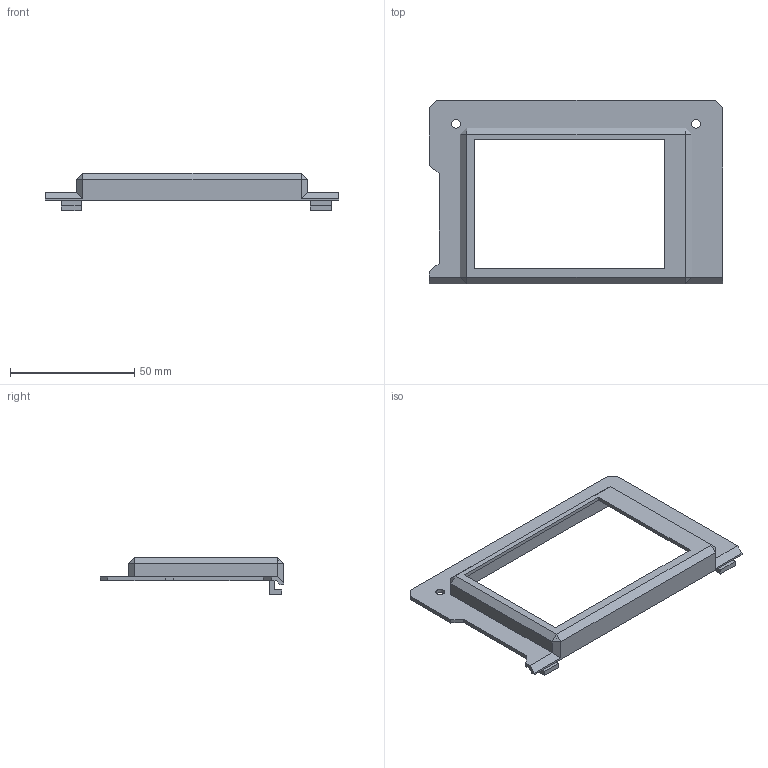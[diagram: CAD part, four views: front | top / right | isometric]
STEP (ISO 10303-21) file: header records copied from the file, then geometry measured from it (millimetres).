
FILE_DESCRIPTION(/* description */ (''),/* implementation_level */ '2;1');
FILE_NAME(/* name */ 'Display Cover V1.step',/* time_stamp */ '2024-06-12T20:30:09+01:00',/* author */ (''),/* organization */ (''),/* preprocessor_version */ 'ST-DEVELOPER v20',/* originating_system */ 'Autodesk Translation Framework v13.14.0.145',/* authorisation */ '');
FILE_SCHEMA (('AUTOMOTIVE_DESIGN { 1 0 10303 214 3 1 1 }'));
Length unit declared in the file: millimetre
Products named in the file (1): FusionComponent
Bounding box: 118 x 73.75 x 15.2 mm (x, y, z)
Volume: 11476.6 mm3; surface area: 15089.4 mm2
Topology: 1 solids, 1 shells, 57 faces, 148 edges, 94 vertices
Faces by surface type: plane 55, cylinder 2
Full cylindrical faces by diameter (mm): 3.5 x2
Entity records: 1746 total; most frequent: CARTESIAN_POINT 300, ORIENTED_EDGE 296, DIRECTION 268, EDGE_CURVE 148, LINE 144, VECTOR 144, VERTEX_POINT 94, EDGE_LOOP 64
